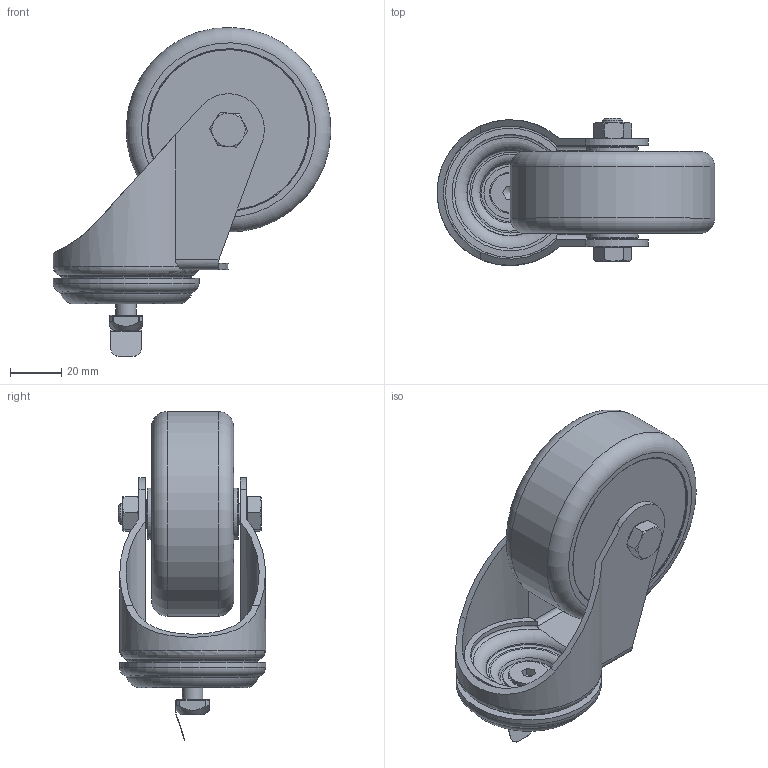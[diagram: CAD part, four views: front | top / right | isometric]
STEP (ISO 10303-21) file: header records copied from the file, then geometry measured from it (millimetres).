
FILE_DESCRIPTION(('STEP AP203'),'1');
FILE_NAME('ERGO08N1111.stp','2023-10-23T10:31:21',(' '),(' '),'Spatial InterOp 3D',' ',' ');
FILE_SCHEMA(('CONFIG_CONTROL_DESIGN'));
Length unit declared in the file: millimetre
Products named in the file (12): Ecrou carré languette 8 45 M6; Kit roulette; Roulette pivotante D80; roue pour roulette; axe_2; CorpsPivo; Kit roulette pivotante D80 - vis seule; Rondelle 12x8.2x5; Vis FHC - M8x20
Assembly tree (11 placements, depth 4):
  Kit roulette
    Ecrou carré languette 8 45 M6
      Ecrou carré languette 8 45 M6
      Ecrou carré languette 8 45 M6
    Kit roulette pivotante D80 - vis seule
      Roulette pivotante D80
        roue pour roulette
        axe_2
        CorpsPivo
      Kit roulette pivotante D80 - vis seule
        Rondelle 12x8.2x5
        Vis FHC - M8x20
Bounding box: 108.48 x 57.5 x 128.52 mm (x, y, z)
Volume: 210469.7 mm3; surface area: 46130.8 mm2
Topology: 7 solids, 7 shells, 231 faces, 546 edges, 335 vertices
Faces by surface type: plane 91, cylinder 59, cone 39, torus 34, sphere 8
Full cylindrical faces by diameter (mm): 5 x1, 8 x5, 8.1 x1, 8.2 x1, 8.5 x2, 12 x2, 13 x2, 15.24 x1, 20 x2, 20.45 x1, 29 x1, 57 x1, 63 x2, 80 x1
Entity records: 8317 total; most frequent: CARTESIAN_POINT 1732, DIRECTION 1053, ORIENTED_EDGE 926, EDGE_CURVE 463, AXIS2_PLACEMENT_3D 451, VERTEX_POINT 322, EDGE_LOOP 318, FACE_OUTER_BOUND 277
